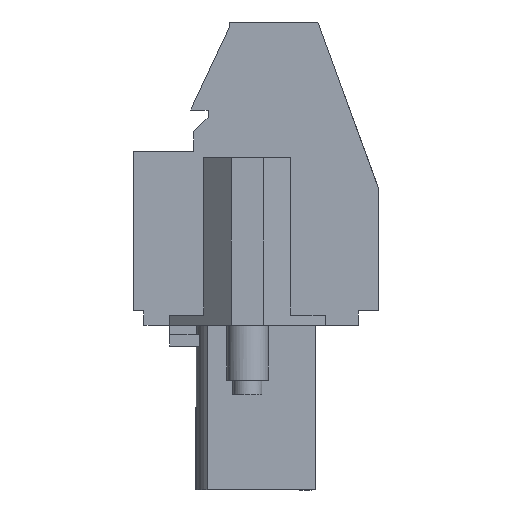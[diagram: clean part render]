
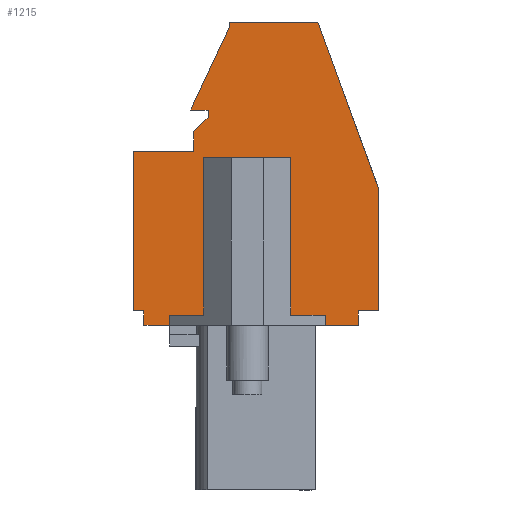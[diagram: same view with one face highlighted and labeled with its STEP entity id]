
A CAD part, left-side view. The second image highlights one B-rep face of the part: STEP entity #1215.
In plain terms, the highlighted planar face has unit normal (-1, 0, 0).
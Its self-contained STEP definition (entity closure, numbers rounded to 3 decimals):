
#431=AXIS2_PLACEMENT_3D('Plane Axis2P3D',#428,#429,#430) ;
#162=CARTESIAN_POINT('Vertex',(3.47,0.983,7.95)) ;
#165=CARTESIAN_POINT('Line Origine',(3.47,1.782,7.95)) ;
#169=CARTESIAN_POINT('Vertex',(3.47,2.58,7.95)) ;
#204=CARTESIAN_POINT('Vertex',(3.47,10.08,7.95)) ;
#207=CARTESIAN_POINT('Line Origine',(3.47,10.705,7.95)) ;
#211=CARTESIAN_POINT('Vertex',(3.47,11.33,7.95)) ;
#428=CARTESIAN_POINT('Axis2P3D Location',(3.47,0.,0.)) ;
#1063=CARTESIAN_POINT('Vertex',(3.47,0.983,8.65)) ;
#1066=CARTESIAN_POINT('Line Origine',(3.47,0.983,8.3)) ;
#1078=CARTESIAN_POINT('Line Origine',(3.47,0.492,8.65)) ;
#1082=CARTESIAN_POINT('Vertex',(3.47,0.,8.65)) ;
#1085=CARTESIAN_POINT('Line Origine',(3.47,0.,11.611)) ;
#1089=CARTESIAN_POINT('Vertex',(3.47,0.,14.572)) ;
#1092=CARTESIAN_POINT('Line Origine',(3.47,1.461,18.586)) ;
#1096=CARTESIAN_POINT('Vertex',(3.47,2.922,22.6)) ;
#1099=CARTESIAN_POINT('Line Origine',(3.47,5.052,22.6)) ;
#1103=CARTESIAN_POINT('Vertex',(3.47,7.181,22.6)) ;
#1106=CARTESIAN_POINT('Line Origine',(3.47,7.181,22.5)) ;
#1110=CARTESIAN_POINT('Vertex',(3.47,7.181,22.4)) ;
#1113=CARTESIAN_POINT('Line Origine',(3.47,8.126,20.375)) ;
#1117=CARTESIAN_POINT('Vertex',(3.47,9.07,18.35)) ;
#1120=CARTESIAN_POINT('Line Origine',(3.47,8.65,18.35)) ;
#1124=CARTESIAN_POINT('Vertex',(3.47,8.23,18.35)) ;
#1127=CARTESIAN_POINT('Line Origine',(3.47,8.23,18.175)) ;
#1131=CARTESIAN_POINT('Vertex',(3.47,8.23,18.)) ;
#1134=CARTESIAN_POINT('Line Origine',(3.47,8.58,17.65)) ;
#1138=CARTESIAN_POINT('Vertex',(3.47,8.93,17.3)) ;
#1141=CARTESIAN_POINT('Line Origine',(3.47,8.93,16.825)) ;
#1145=CARTESIAN_POINT('Vertex',(3.47,8.93,16.35)) ;
#1148=CARTESIAN_POINT('Line Origine',(3.47,10.38,16.35)) ;
#1152=CARTESIAN_POINT('Vertex',(3.47,11.83,16.35)) ;
#1155=CARTESIAN_POINT('Line Origine',(3.47,11.83,12.5)) ;
#1159=CARTESIAN_POINT('Vertex',(3.47,11.83,8.65)) ;
#1162=CARTESIAN_POINT('Line Origine',(3.47,11.58,8.65)) ;
#1166=CARTESIAN_POINT('Vertex',(3.47,11.33,8.65)) ;
#1169=CARTESIAN_POINT('Line Origine',(3.47,11.33,8.3)) ;
#1174=CARTESIAN_POINT('Line Origine',(3.47,10.08,8.2)) ;
#1178=CARTESIAN_POINT('Vertex',(3.47,10.08,8.45)) ;
#1181=CARTESIAN_POINT('Line Origine',(3.47,6.33,8.45)) ;
#1185=CARTESIAN_POINT('Vertex',(3.47,2.58,8.45)) ;
#1188=CARTESIAN_POINT('Line Origine',(3.47,2.58,8.2)) ;
#166=DIRECTION('Vector Direction',(0.,-1.,0.)) ;
#208=DIRECTION('Vector Direction',(0.,-1.,0.)) ;
#429=DIRECTION('Axis2P3D Direction',(-1.,0.,0.)) ;
#430=DIRECTION('Axis2P3D XDirection',(0.,0.,1.)) ;
#1067=DIRECTION('Vector Direction',(0.,0.,1.)) ;
#1079=DIRECTION('Vector Direction',(0.,-1.,0.)) ;
#1086=DIRECTION('Vector Direction',(0.,0.,1.)) ;
#1093=DIRECTION('Vector Direction',(0.,-0.342,-0.94)) ;
#1100=DIRECTION('Vector Direction',(0.,-1.,0.)) ;
#1107=DIRECTION('Vector Direction',(0.,0.,1.)) ;
#1114=DIRECTION('Vector Direction',(0.,-0.423,0.906)) ;
#1121=DIRECTION('Vector Direction',(0.,1.,0.)) ;
#1128=DIRECTION('Vector Direction',(0.,0.,1.)) ;
#1135=DIRECTION('Vector Direction',(0.,-0.707,0.707)) ;
#1142=DIRECTION('Vector Direction',(0.,0.,1.)) ;
#1149=DIRECTION('Vector Direction',(0.,-1.,0.)) ;
#1156=DIRECTION('Vector Direction',(0.,0.,1.)) ;
#1163=DIRECTION('Vector Direction',(0.,1.,0.)) ;
#1170=DIRECTION('Vector Direction',(0.,0.,-1.)) ;
#1175=DIRECTION('Vector Direction',(0.,0.,1.)) ;
#1182=DIRECTION('Vector Direction',(0.,1.,0.)) ;
#1189=DIRECTION('Vector Direction',(0.,0.,1.)) ;
#167=VECTOR('Line Direction',#166,1.) ;
#209=VECTOR('Line Direction',#208,1.) ;
#1068=VECTOR('Line Direction',#1067,1.) ;
#1080=VECTOR('Line Direction',#1079,1.) ;
#1087=VECTOR('Line Direction',#1086,1.) ;
#1094=VECTOR('Line Direction',#1093,1.) ;
#1101=VECTOR('Line Direction',#1100,1.) ;
#1108=VECTOR('Line Direction',#1107,1.) ;
#1115=VECTOR('Line Direction',#1114,1.) ;
#1122=VECTOR('Line Direction',#1121,1.) ;
#1129=VECTOR('Line Direction',#1128,1.) ;
#1136=VECTOR('Line Direction',#1135,1.) ;
#1143=VECTOR('Line Direction',#1142,1.) ;
#1150=VECTOR('Line Direction',#1149,1.) ;
#1157=VECTOR('Line Direction',#1156,1.) ;
#1164=VECTOR('Line Direction',#1163,1.) ;
#1171=VECTOR('Line Direction',#1170,1.) ;
#1176=VECTOR('Line Direction',#1175,1.) ;
#1183=VECTOR('Line Direction',#1182,1.) ;
#1190=VECTOR('Line Direction',#1189,1.) ;
#1194=ORIENTED_EDGE('',*,*,#171,.T.) ;
#1195=ORIENTED_EDGE('',*,*,#1070,.T.) ;
#1196=ORIENTED_EDGE('',*,*,#1084,.T.) ;
#1197=ORIENTED_EDGE('',*,*,#1091,.T.) ;
#1198=ORIENTED_EDGE('',*,*,#1098,.T.) ;
#1199=ORIENTED_EDGE('',*,*,#1105,.T.) ;
#1200=ORIENTED_EDGE('',*,*,#1112,.T.) ;
#1201=ORIENTED_EDGE('',*,*,#1119,.T.) ;
#1202=ORIENTED_EDGE('',*,*,#1126,.T.) ;
#1203=ORIENTED_EDGE('',*,*,#1133,.T.) ;
#1204=ORIENTED_EDGE('',*,*,#1140,.T.) ;
#1205=ORIENTED_EDGE('',*,*,#1147,.T.) ;
#1206=ORIENTED_EDGE('',*,*,#1154,.T.) ;
#1207=ORIENTED_EDGE('',*,*,#1161,.T.) ;
#1208=ORIENTED_EDGE('',*,*,#1168,.T.) ;
#1209=ORIENTED_EDGE('',*,*,#1173,.T.) ;
#1210=ORIENTED_EDGE('',*,*,#213,.T.) ;
#1211=ORIENTED_EDGE('',*,*,#1180,.T.) ;
#1212=ORIENTED_EDGE('',*,*,#1187,.F.) ;
#1213=ORIENTED_EDGE('',*,*,#1192,.F.) ;
#1215=ADVANCED_FACE('HOUSING',(#1214),#432,.T.) ;
#171=EDGE_CURVE('',#170,#163,#168,.T.) ;
#213=EDGE_CURVE('',#212,#205,#210,.T.) ;
#1070=EDGE_CURVE('',#163,#1064,#1069,.T.) ;
#1084=EDGE_CURVE('',#1064,#1083,#1081,.T.) ;
#1091=EDGE_CURVE('',#1083,#1090,#1088,.T.) ;
#1098=EDGE_CURVE('',#1090,#1097,#1095,.F.) ;
#1105=EDGE_CURVE('',#1097,#1104,#1102,.F.) ;
#1112=EDGE_CURVE('',#1104,#1111,#1109,.F.) ;
#1119=EDGE_CURVE('',#1111,#1118,#1116,.F.) ;
#1126=EDGE_CURVE('',#1118,#1125,#1123,.F.) ;
#1133=EDGE_CURVE('',#1125,#1132,#1130,.F.) ;
#1140=EDGE_CURVE('',#1132,#1139,#1137,.F.) ;
#1147=EDGE_CURVE('',#1139,#1146,#1144,.F.) ;
#1154=EDGE_CURVE('',#1146,#1153,#1151,.F.) ;
#1161=EDGE_CURVE('',#1153,#1160,#1158,.F.) ;
#1168=EDGE_CURVE('',#1160,#1167,#1165,.F.) ;
#1173=EDGE_CURVE('',#1167,#212,#1172,.T.) ;
#1180=EDGE_CURVE('',#205,#1179,#1177,.T.) ;
#1187=EDGE_CURVE('',#1186,#1179,#1184,.T.) ;
#1192=EDGE_CURVE('',#170,#1186,#1191,.T.) ;
#1193=EDGE_LOOP('',(#1194,#1195,#1196,#1197,#1198,#1199,#1200,#1201,#1202,#1203,#1204,#1205,#1206,#1207,#1208,#1209,#1210,#1211,#1212,#1213)) ;
#1214=FACE_OUTER_BOUND('',#1193,.T.) ;
#168=LINE('Line',#165,#167) ;
#210=LINE('Line',#207,#209) ;
#1069=LINE('Line',#1066,#1068) ;
#1081=LINE('Line',#1078,#1080) ;
#1088=LINE('Line',#1085,#1087) ;
#1095=LINE('Line',#1092,#1094) ;
#1102=LINE('Line',#1099,#1101) ;
#1109=LINE('Line',#1106,#1108) ;
#1116=LINE('Line',#1113,#1115) ;
#1123=LINE('Line',#1120,#1122) ;
#1130=LINE('Line',#1127,#1129) ;
#1137=LINE('Line',#1134,#1136) ;
#1144=LINE('Line',#1141,#1143) ;
#1151=LINE('Line',#1148,#1150) ;
#1158=LINE('Line',#1155,#1157) ;
#1165=LINE('Line',#1162,#1164) ;
#1172=LINE('Line',#1169,#1171) ;
#1177=LINE('Line',#1174,#1176) ;
#1184=LINE('Line',#1181,#1183) ;
#1191=LINE('Line',#1188,#1190) ;
#432=PLANE('',#431) ;
#163=VERTEX_POINT('',#162) ;
#170=VERTEX_POINT('',#169) ;
#205=VERTEX_POINT('',#204) ;
#212=VERTEX_POINT('',#211) ;
#1064=VERTEX_POINT('',#1063) ;
#1083=VERTEX_POINT('',#1082) ;
#1090=VERTEX_POINT('',#1089) ;
#1097=VERTEX_POINT('',#1096) ;
#1104=VERTEX_POINT('',#1103) ;
#1111=VERTEX_POINT('',#1110) ;
#1118=VERTEX_POINT('',#1117) ;
#1125=VERTEX_POINT('',#1124) ;
#1132=VERTEX_POINT('',#1131) ;
#1139=VERTEX_POINT('',#1138) ;
#1146=VERTEX_POINT('',#1145) ;
#1153=VERTEX_POINT('',#1152) ;
#1160=VERTEX_POINT('',#1159) ;
#1167=VERTEX_POINT('',#1166) ;
#1179=VERTEX_POINT('',#1178) ;
#1186=VERTEX_POINT('',#1185) ;
